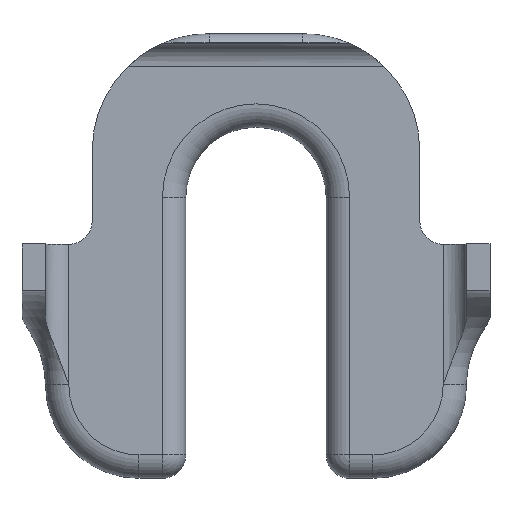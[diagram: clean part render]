
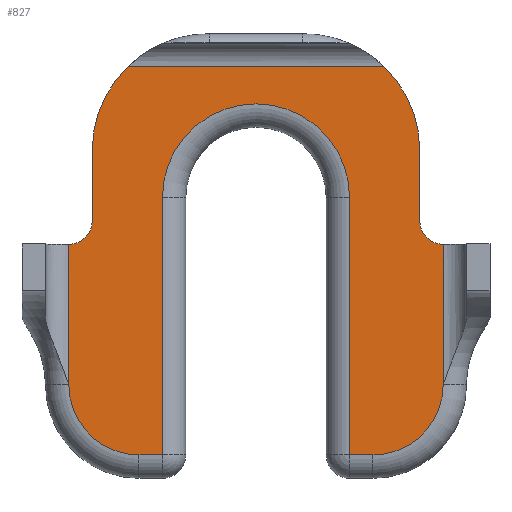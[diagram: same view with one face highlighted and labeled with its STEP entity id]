
A CAD part, top view. The second image highlights one B-rep face of the part: STEP entity #827.
In plain terms, the highlighted planar face has unit normal (0, 0, 1).
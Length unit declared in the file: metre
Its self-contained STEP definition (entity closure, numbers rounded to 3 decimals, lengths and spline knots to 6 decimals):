
#63=CIRCLE('',#896,0.015);
#64=CIRCLE('',#897,0.005);
#65=CIRCLE('',#898,0.025);
#66=CIRCLE('',#899,0.025);
#67=CIRCLE('',#900,0.005);
#68=CIRCLE('',#901,0.015);
#69=CIRCLE('',#902,0.02);
#125=ORIENTED_EDGE('',*,*,#381,.T.);
#126=ORIENTED_EDGE('',*,*,#382,.T.);
#127=ORIENTED_EDGE('',*,*,#383,.T.);
#128=ORIENTED_EDGE('',*,*,#384,.F.);
#129=ORIENTED_EDGE('',*,*,#385,.F.);
#130=ORIENTED_EDGE('',*,*,#386,.T.);
#131=ORIENTED_EDGE('',*,*,#387,.F.);
#132=ORIENTED_EDGE('',*,*,#388,.F.);
#133=ORIENTED_EDGE('',*,*,#389,.T.);
#134=ORIENTED_EDGE('',*,*,#390,.T.);
#135=ORIENTED_EDGE('',*,*,#391,.T.);
#136=ORIENTED_EDGE('',*,*,#392,.T.);
#137=ORIENTED_EDGE('',*,*,#393,.T.);
#138=ORIENTED_EDGE('',*,*,#394,.T.);
#139=ORIENTED_EDGE('',*,*,#395,.T.);
#140=ORIENTED_EDGE('',*,*,#396,.T.);
#381=EDGE_CURVE('',#509,#510,#63,.F.);
#382=EDGE_CURVE('',#510,#511,#584,.F.);
#383=EDGE_CURVE('',#511,#512,#64,.T.);
#384=EDGE_CURVE('',#513,#512,#585,.T.);
#385=EDGE_CURVE('',#514,#513,#65,.T.);
#386=EDGE_CURVE('',#514,#515,#586,.F.);
#387=EDGE_CURVE('',#516,#515,#66,.T.);
#388=EDGE_CURVE('',#517,#516,#587,.T.);
#389=EDGE_CURVE('',#517,#506,#67,.T.);
#390=EDGE_CURVE('',#506,#518,#588,.T.);
#391=EDGE_CURVE('',#518,#519,#68,.F.);
#392=EDGE_CURVE('',#519,#520,#589,.T.);
#393=EDGE_CURVE('',#520,#521,#590,.F.);
#394=EDGE_CURVE('',#521,#522,#69,.T.);
#395=EDGE_CURVE('',#522,#523,#591,.F.);
#396=EDGE_CURVE('',#523,#509,#592,.T.);
#506=VERTEX_POINT('',#1285);
#509=VERTEX_POINT('',#1293);
#510=VERTEX_POINT('',#1294);
#511=VERTEX_POINT('',#1296);
#512=VERTEX_POINT('',#1298);
#513=VERTEX_POINT('',#1300);
#514=VERTEX_POINT('',#1302);
#515=VERTEX_POINT('',#1304);
#516=VERTEX_POINT('',#1306);
#517=VERTEX_POINT('',#1308);
#518=VERTEX_POINT('',#1311);
#519=VERTEX_POINT('',#1313);
#520=VERTEX_POINT('',#1315);
#521=VERTEX_POINT('',#1317);
#522=VERTEX_POINT('',#1319);
#523=VERTEX_POINT('',#1321);
#584=LINE('',#1295,#646);
#585=LINE('',#1299,#647);
#586=LINE('',#1303,#648);
#587=LINE('',#1307,#649);
#588=LINE('',#1310,#650);
#589=LINE('',#1314,#651);
#590=LINE('',#1316,#652);
#591=LINE('',#1320,#653);
#592=LINE('',#1322,#654);
#646=VECTOR('',#1021,1.);
#647=VECTOR('',#1024,1.);
#648=VECTOR('',#1027,1.);
#649=VECTOR('',#1030,1.);
#650=VECTOR('',#1033,1.);
#651=VECTOR('',#1036,1.);
#652=VECTOR('',#1037,1.);
#653=VECTOR('',#1040,1.);
#654=VECTOR('',#1041,1.);
#701=EDGE_LOOP('',(#125,#126,#127,#128,#129,#130,#131,#132,#133,#134,#135,
#136,#137,#138,#139,#140));
#755=FACE_BOUND('',#701,.T.);
#809=PLANE('',#895);
#827=ADVANCED_FACE('',(#755),#809,.F.);
#895=AXIS2_PLACEMENT_3D('',#1291,#1017,#1018);
#896=AXIS2_PLACEMENT_3D('',#1292,#1019,#1020);
#897=AXIS2_PLACEMENT_3D('',#1297,#1022,#1023);
#898=AXIS2_PLACEMENT_3D('',#1301,#1025,#1026);
#899=AXIS2_PLACEMENT_3D('',#1305,#1028,#1029);
#900=AXIS2_PLACEMENT_3D('',#1309,#1031,#1032);
#901=AXIS2_PLACEMENT_3D('',#1312,#1034,#1035);
#902=AXIS2_PLACEMENT_3D('',#1318,#1038,#1039);
#1017=DIRECTION('',(0.,0.,-1.));
#1018=DIRECTION('',(1.,0.,0.));
#1019=DIRECTION('',(0.,0.,-1.));
#1020=DIRECTION('',(-1.,0.,0.));
#1021=DIRECTION('',(0.,-1.,0.));
#1022=DIRECTION('',(0.,0.,-1.));
#1023=DIRECTION('',(-1.,0.,0.));
#1024=DIRECTION('',(0.,-1.,0.));
#1025=DIRECTION('',(0.,0.,-1.));
#1026=DIRECTION('',(-1.,0.,0.));
#1027=DIRECTION('',(1.,0.,0.));
#1028=DIRECTION('',(0.,0.,-1.));
#1029=DIRECTION('',(-1.,0.,0.));
#1030=DIRECTION('',(0.,1.,0.));
#1031=DIRECTION('',(0.,0.,-1.));
#1032=DIRECTION('',(-1.,0.,0.));
#1033=DIRECTION('',(0.,-1.,0.));
#1034=DIRECTION('',(0.,0.,-1.));
#1035=DIRECTION('',(-1.,0.,0.));
#1036=DIRECTION('',(1.,0.,0.));
#1037=DIRECTION('',(0.,-1.,0.));
#1038=DIRECTION('',(0.,0.,-1.));
#1039=DIRECTION('',(-1.,0.,0.));
#1040=DIRECTION('',(0.,1.,0.));
#1041=DIRECTION('',(1.,0.,0.));
#1285=CARTESIAN_POINT('',(-0.04,-0.045,-0.05));
#1291=CARTESIAN_POINT('',(0.,-0.0275,-0.05));
#1292=CARTESIAN_POINT('',(0.025,-0.075,-0.05));
#1293=CARTESIAN_POINT('',(0.025,-0.09,-0.05));
#1294=CARTESIAN_POINT('',(0.04,-0.075,-0.05));
#1295=CARTESIAN_POINT('',(0.04,-0.0275,-0.05));
#1296=CARTESIAN_POINT('',(0.04,-0.045,-0.05));
#1297=CARTESIAN_POINT('',(0.04,-0.04,-0.05));
#1298=CARTESIAN_POINT('',(0.035,-0.04,-0.05));
#1299=CARTESIAN_POINT('',(0.035,-0.035,-0.05));
#1300=CARTESIAN_POINT('',(0.035,-0.025,-0.05));
#1301=CARTESIAN_POINT('',(0.01,-0.025,-0.05));
#1302=CARTESIAN_POINT('',(0.027349,-0.007,-0.05));
#1303=CARTESIAN_POINT('',(-0.019798,-0.007,-0.05));
#1304=CARTESIAN_POINT('',(-0.027349,-0.007,-0.05));
#1305=CARTESIAN_POINT('',(-0.01,-0.025,-0.05));
#1306=CARTESIAN_POINT('',(-0.035,-0.025,-0.05));
#1307=CARTESIAN_POINT('',(-0.035,-0.035,-0.05));
#1308=CARTESIAN_POINT('',(-0.035,-0.04,-0.05));
#1309=CARTESIAN_POINT('',(-0.04,-0.04,-0.05));
#1310=CARTESIAN_POINT('',(-0.04,-0.055,-0.05));
#1311=CARTESIAN_POINT('',(-0.04,-0.075,-0.05));
#1312=CARTESIAN_POINT('',(-0.025,-0.075,-0.05));
#1313=CARTESIAN_POINT('',(-0.025,-0.09,-0.05));
#1314=CARTESIAN_POINT('',(-0.015,-0.09,-0.05));
#1315=CARTESIAN_POINT('',(-0.02,-0.09,-0.05));
#1316=CARTESIAN_POINT('',(-0.02,-0.035,-0.05));
#1317=CARTESIAN_POINT('',(-0.02,-0.035,-0.05));
#1318=CARTESIAN_POINT('',(0.,-0.035,-0.05));
#1319=CARTESIAN_POINT('',(0.02,-0.035,-0.05));
#1320=CARTESIAN_POINT('',(0.02,-0.095,-0.05));
#1321=CARTESIAN_POINT('',(0.02,-0.09,-0.05));
#1322=CARTESIAN_POINT('',(0.025,-0.09,-0.05));
